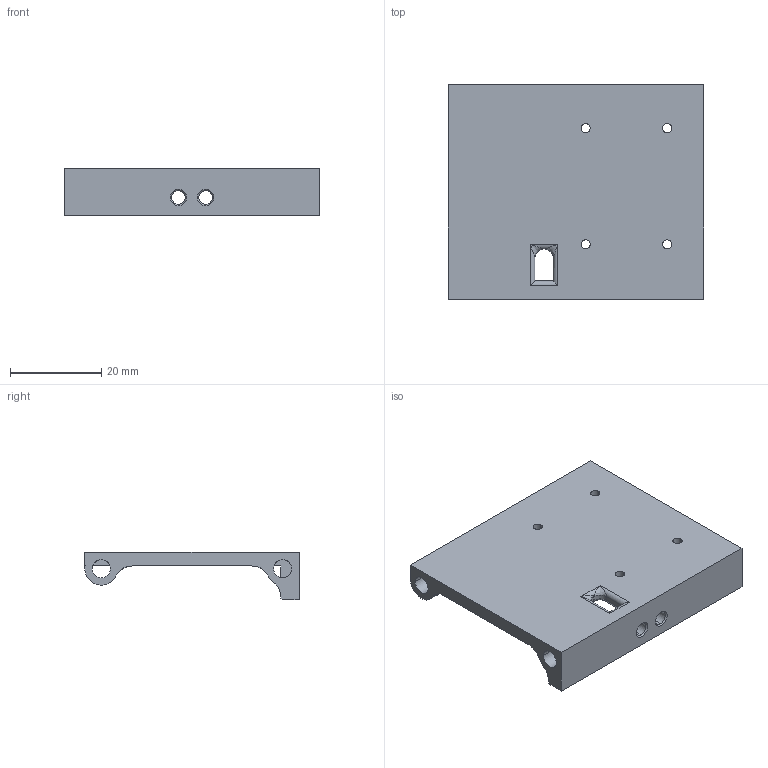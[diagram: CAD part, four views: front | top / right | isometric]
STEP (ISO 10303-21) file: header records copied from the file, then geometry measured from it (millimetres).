
FILE_DESCRIPTION (( 'STEP AP214' ), '1' );
FILE_NAME ('CFV5_Dumper_Manipulator_BW.STEP', '2025-01-11T16:58:12', ( '' ), ( '' ), 'SwSTEP 2.0', 'SolidWorks 2025', '' );
FILE_SCHEMA (( 'AUTOMOTIVE_DESIGN' ));
Length unit declared in the file: millimetre
Products named in the file (1): CFV5_Dumper_Manipulator_BW
Bounding box: 56 x 47 x 10.4 mm (x, y, z)
Volume: 9512.1 mm3; surface area: 7260.3 mm2
Topology: 1 solids, 1 shells, 87 faces, 239 edges, 143 vertices
Faces by surface type: cylinder 48, plane 19, cone 8, bspline 8, torus 4
Entity records: 3171 total; most frequent: CARTESIAN_POINT 980, ORIENTED_EDGE 466, DIRECTION 446, EDGE_CURVE 233, AXIS2_PLACEMENT_3D 167, VERTEX_POINT 143, LINE 112, VECTOR 112
